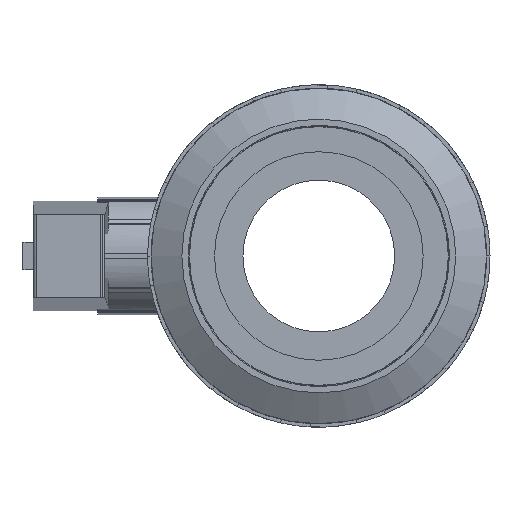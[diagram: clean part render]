
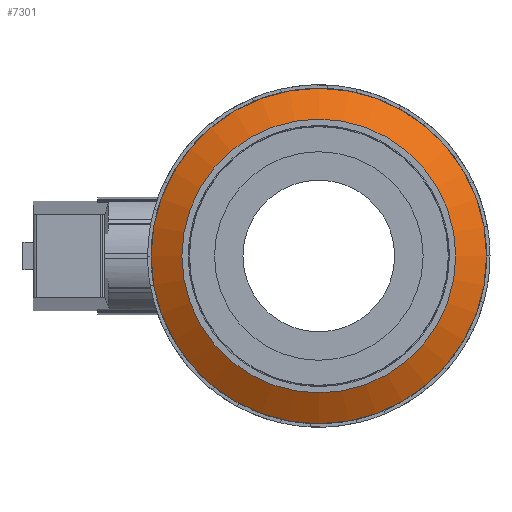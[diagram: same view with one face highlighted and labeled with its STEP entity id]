
A CAD part, left-side view. The second image highlights one B-rep face of the part: STEP entity #7301.
In plain terms, the highlighted conical face has half-angle 60 degrees and reference radius 81.225 mm.
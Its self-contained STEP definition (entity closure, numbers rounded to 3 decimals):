
#14=CONICAL_SURFACE('',#7852,81.225,1.047);
#213=CIRCLE('',#7853,88.445);
#214=CIRCLE('',#7854,72.2);
#769=FACE_OUTER_BOUND('',#1171,.T.);
#1171=EDGE_LOOP('',(#5405,#5406,#5407,#5408));
#1719=LINE('',#12076,#2458);
#2458=VECTOR('',#8925,81.225);
#3393=VERTEX_POINT('',#12073);
#3394=VERTEX_POINT('',#12075);
#4178=EDGE_CURVE('',#3393,#3393,#213,.T.);
#4179=EDGE_CURVE('',#3393,#3394,#1719,.T.);
#4180=EDGE_CURVE('',#3394,#3394,#214,.T.);
#5405=ORIENTED_EDGE('',*,*,#4178,.T.);
#5406=ORIENTED_EDGE('',*,*,#4179,.T.);
#5407=ORIENTED_EDGE('',*,*,#4180,.F.);
#5408=ORIENTED_EDGE('',*,*,#4179,.F.);
#7301=ADVANCED_FACE('',(#769),#14,.T.);
#7852=AXIS2_PLACEMENT_3D('',#12072,#8921,#8922);
#7853=AXIS2_PLACEMENT_3D('',#12074,#8923,#8924);
#7854=AXIS2_PLACEMENT_3D('',#12077,#8926,#8927);
#8921=DIRECTION('center_axis',(1.,0.,0.));
#8922=DIRECTION('ref_axis',(0.,1.,0.));
#8923=DIRECTION('center_axis',(-1.,0.,0.));
#8924=DIRECTION('ref_axis',(0.,1.,0.));
#8925=DIRECTION('',(-0.5,0.866,0.));
#8926=DIRECTION('center_axis',(-1.,0.,0.));
#8927=DIRECTION('ref_axis',(0.,1.,0.));
#12072=CARTESIAN_POINT('Origin',(-87.662,0.,0.));
#12073=CARTESIAN_POINT('',(-83.493,-88.445,0.));
#12074=CARTESIAN_POINT('Origin',(-83.493,0.,0.));
#12075=CARTESIAN_POINT('',(-92.872,-72.2,0.));
#12076=CARTESIAN_POINT('',(-87.662,-81.225,0.));
#12077=CARTESIAN_POINT('Origin',(-92.872,0.,0.));
